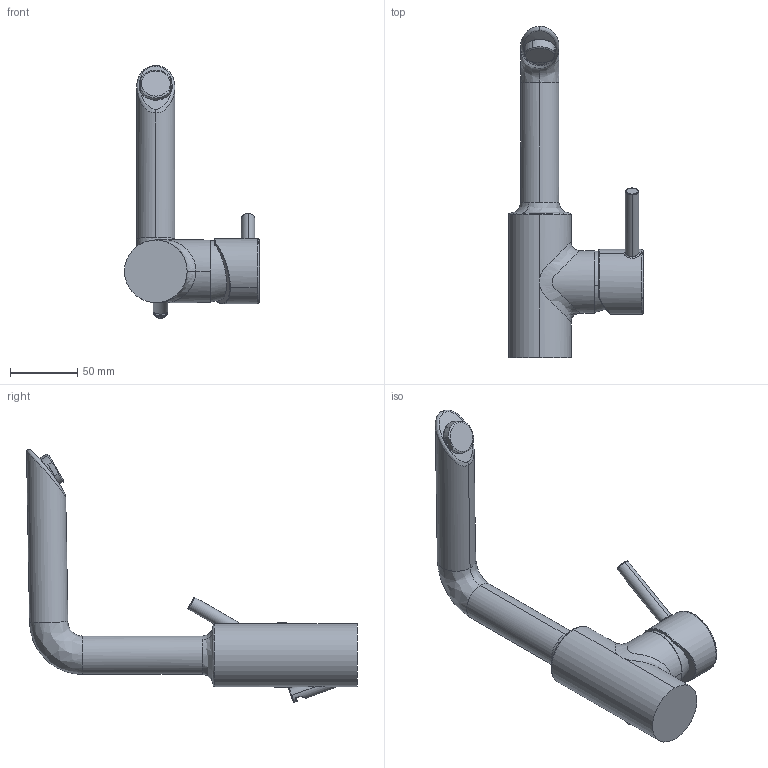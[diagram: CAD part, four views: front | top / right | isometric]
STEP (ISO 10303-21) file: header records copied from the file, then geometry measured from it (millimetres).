
FILE_DESCRIPTION (( 'STEP AP203' ), '1' );
FILE_NAME ('52542287.STEP', '2018-01-22T11:10:25', ( '' ), ( '' ), 'SwSTEP 2.0', 'SolidWorks 2016', '' );
FILE_SCHEMA (( 'CONFIG_CONTROL_DESIGN' ));
Length unit declared in the file: millimetre
Products named in the file (1): 52542287
Bounding box: 100.27 x 245.6 x 187.63 mm (x, y, z)
Volume: 453211.2 mm3; surface area: 52964.8 mm2
Topology: 1 solids, 1 shells, 79 faces, 210 edges, 135 vertices
Faces by surface type: bspline 36, cylinder 23, plane 12, torus 4, cone 4
Entity records: 11466 total; most frequent: CARTESIAN_POINT 9715, ORIENTED_EDGE 418, DIRECTION 257, EDGE_CURVE 209, VERTEX_POINT 135, AXIS2_PLACEMENT_3D 110, B_SPLINE_CURVE_WITH_KNOTS 99, EDGE_LOOP 82
